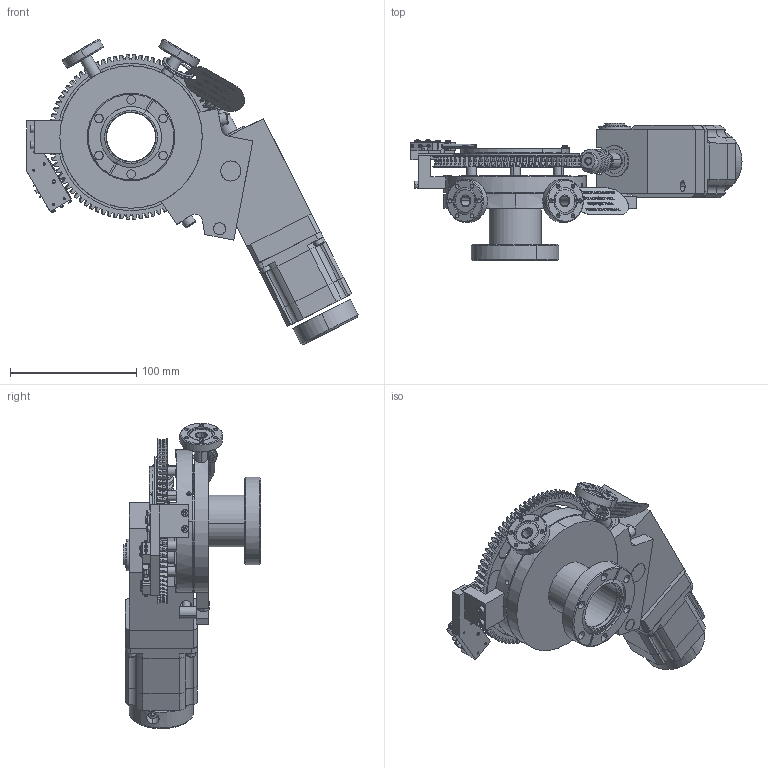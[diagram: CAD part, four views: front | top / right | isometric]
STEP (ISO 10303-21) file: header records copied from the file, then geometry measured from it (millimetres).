
FILE_DESCRIPTION (( 'STEP AP214' ), '1' );
FILE_NAME ('SLO-EX, QN110752-01, RNN-150_TM_MS_LS-360_S.STEP', '2018-08-06T21:57:59', ( '' ), ( '' ), 'SwSTEP 2.0', 'SolidWorks 2010', '' );
FILE_SCHEMA (( 'AUTOMOTIVE_DESIGN' ));
Length unit declared in the file: inch
Products named in the file (1): SLO-EX, QN110752-01, RNN-150_TM_MS_LS-360_S
Bounding box: 263.03 x 108.66 x 241.85 mm (x, y, z)
Surface area: 196688.3 mm2 (no closed solid volume)
Topology: 0 solids, 239 shells, 1847 faces, 10418 edges, 8346 vertices
Faces by surface type: plane 1014, cylinder 536, torus 150, cone 116, bspline 23, sphere 8
Entity records: 153382 total; most frequent: CARTESIAN_POINT 53191, DIRECTION 14399, ORIENTED_EDGE 14283, EDGE_CURVE 10382, VERTEX_POINT 8346, LINE 5921, VECTOR 5921, AXIS2_PLACEMENT_3D 4239
